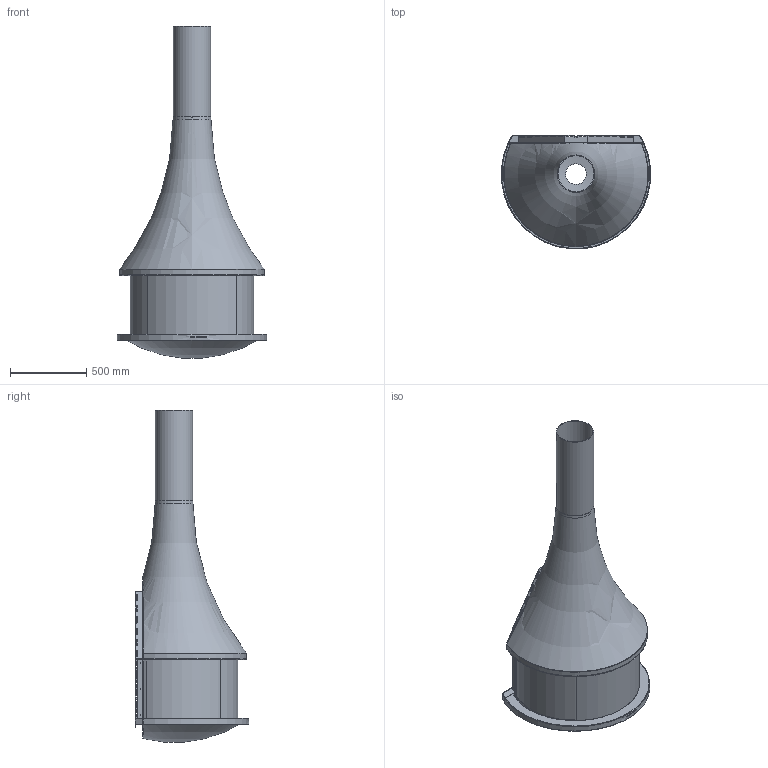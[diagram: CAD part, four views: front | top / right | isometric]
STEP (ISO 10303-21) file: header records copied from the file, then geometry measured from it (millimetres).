
FILE_DESCRIPTION(('STEP AP214'),'1');
FILE_NAME('.stp','2016-12-08T14:43:42',(' '),(' '),'Spatial InterOp 3D',' ',' ');
FILE_SCHEMA(('automotive_design'));
Length unit declared in the file: millimetre
Products named in the file (18): Fond bombé; Conduit; Plateau-rail 908SR - Copie - Copie; Hotte 908 SR; Face Ar hotte 908M SR; 908 SR Face arrière; 908 SR Plat de 50 mm ép 3 mm; Support isolation Hotte; Platine basse fixation murale; Cornière gauche Isolation OK; Vitre fixe; Barreau 10x30; Vitre fixe (Miroir); Barreau 10x30 (Miroir); Vitre coulissante; Platine basse fixation murale (Miroir); Cornière gauche Isolation OK (Miroir)
Assembly tree (17 placements, depth 2):
  (unnamed)
    Fond bombé
    Conduit
    Plateau-rail 908SR - Copie - Copie
    Hotte 908 SR
    Face Ar hotte 908M SR
    908 SR Face arrière
    908 SR Plat de 50 mm ép 3 mm
    Support isolation Hotte
    Platine basse fixation murale
    Cornière gauche Isolation OK
    Vitre fixe
    Barreau 10x30
    Vitre fixe (Miroir)
    Barreau 10x30 (Miroir)
    Vitre coulissante
    Platine basse fixation murale (Miroir)
    Cornière gauche Isolation OK (Miroir)
Bounding box: 976.96 x 744.94 x 2174.3 mm (x, y, z)
Volume: 14052805.4 mm3; surface area: 8853143.7 mm2
Topology: 17 solids, 17 shells, 631 faces, 1759 edges, 1153 vertices
Faces by surface type: plane 427, cylinder 163, torus 26, cone 5, bspline 5, extrusion 3, sphere 2
Full cylindrical faces by diameter (mm): 4.2 x8, 5 x2, 6 x6, 8.5 x4, 9.5 x2, 135 x1, 236.5 x1, 244.5 x1
Entity records: 26846 total; most frequent: CARTESIAN_POINT 5216, ORIENTED_EDGE 3408, DIRECTION 3211, EDGE_CURVE 1704, VECTOR 1221, LINE 1218, VERTEX_POINT 1133, AXIS2_PLACEMENT_3D 995
